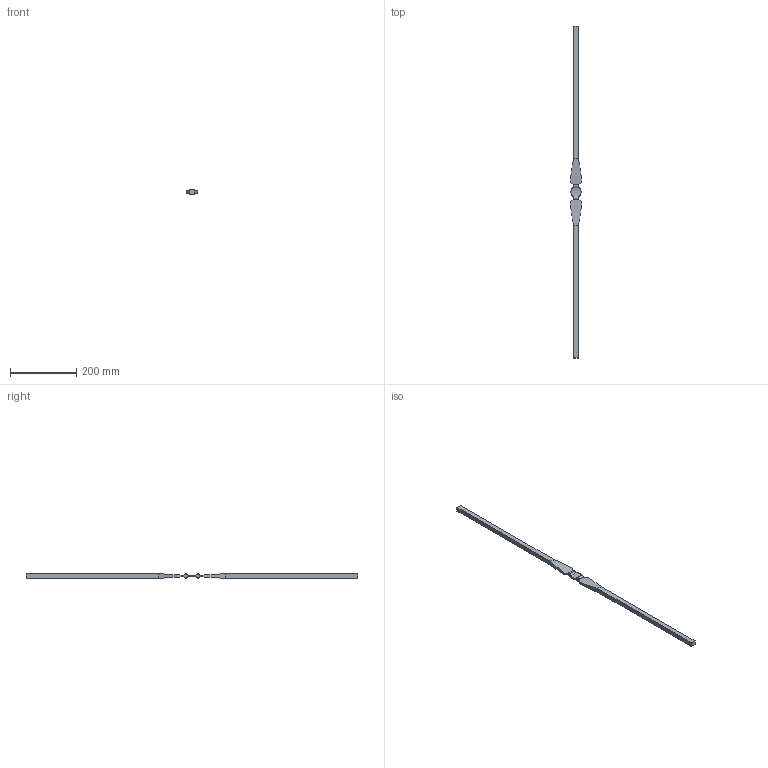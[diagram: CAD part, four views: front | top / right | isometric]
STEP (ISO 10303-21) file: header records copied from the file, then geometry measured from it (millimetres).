
FILE_DESCRIPTION (( 'STEP AP203' ), '1' );
FILE_NAME ('1292.STEP', '2023-05-02T11:12:32', ( '' ), ( '' ), 'SwSTEP 2.0', 'SolidWorks 2018', '' );
FILE_SCHEMA (( 'CONFIG_CONTROL_DESIGN' ));
Length unit declared in the file: millimetre
Products named in the file (1): 1292
Bounding box: 34.97 x 1000 x 14 mm (x, y, z)
Volume: 198613.3 mm3; surface area: 59332.9 mm2
Topology: 1 solids, 1 shells, 253 faces, 686 edges, 452 vertices
Faces by surface type: plane 142, bspline 89, cylinder 22
Entity records: 11943 total; most frequent: CARTESIAN_POINT 6161, ORIENTED_EDGE 1372, DIRECTION 826, EDGE_CURVE 686, LINE 456, VECTOR 456, VERTEX_POINT 452, EDGE_LOOP 270
